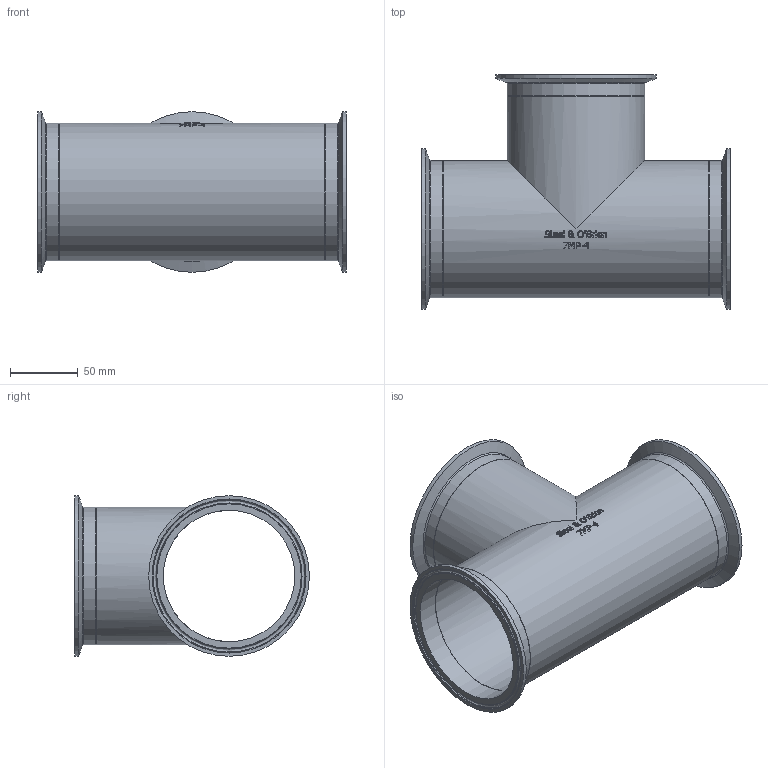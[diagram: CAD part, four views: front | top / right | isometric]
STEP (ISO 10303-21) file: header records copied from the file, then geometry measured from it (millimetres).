
FILE_DESCRIPTION(/* description */ (''),/* implementation_level */ '2;1');
FILE_NAME(/* name */ '7MP-4.stp',/* time_stamp */ '2019-02-01T14:22:25-05:00',/* author */ ('rick'),/* organization */ (''),/* preprocessor_version */ 'ST-DEVELOPER v15.2',/* originating_system */ 'Autodesk Inventor 2014',/* authorisation */ '');
FILE_SCHEMA (('AUTOMOTIVE_DESIGN { 1 0 10303 214 3 1 1 }'));
Length unit declared in the file: inch
Products named in the file (1): 7MP-4
Bounding box: 228.6 x 173.76 x 118.92 mm (x, y, z)
Volume: 220144.5 mm3; surface area: 194624.8 mm2
Topology: 1 solids, 1 shells, 334 faces, 860 edges, 565 vertices
Faces by surface type: plane 138, bspline 127, cylinder 42, torus 18, cone 9
Full cylindrical faces by diameter (mm): 97.384 x5, 101.6 x5, 118.923 x3
Entity records: 12299 total; most frequent: CARTESIAN_POINT 4931, ORIENTED_EDGE 1628, DIRECTION 1163, EDGE_CURVE 814, VERTEX_POINT 561, EDGE_LOOP 417, AXIS2_PLACEMENT_3D 395, LINE 373
